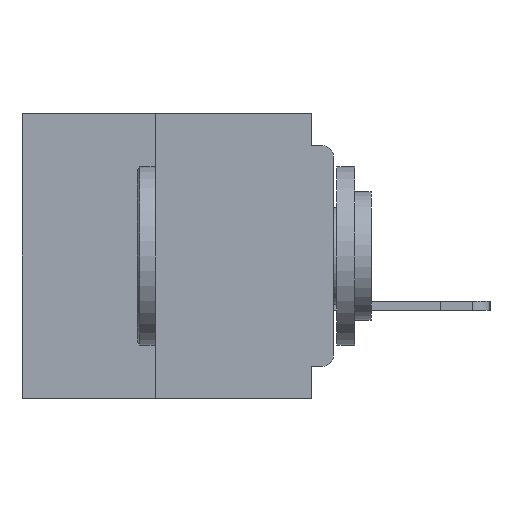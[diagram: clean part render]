
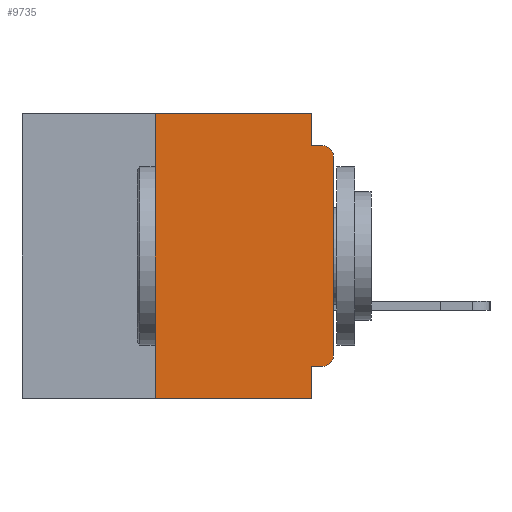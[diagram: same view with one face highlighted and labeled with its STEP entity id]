
A CAD part, left-side view. The second image highlights one B-rep face of the part: STEP entity #9735.
In plain terms, the highlighted planar face has unit normal (-1, 0, 0).
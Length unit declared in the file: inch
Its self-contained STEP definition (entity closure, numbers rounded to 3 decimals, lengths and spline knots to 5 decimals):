
#195 = PLANE ( 'NONE',  #14949 ) ;
#274 = EDGE_CURVE ( 'NONE', #37985, #49473, #46902, .T. ) ;
#647 = FACE_OUTER_BOUND ( 'NONE', #36792, .T. ) ;
#2011 = CARTESIAN_POINT ( 'NONE',  ( 0., 0., 0. ) ) ;
#3369 = EDGE_CURVE ( 'NONE', #16988, #10914, #9835, .T. ) ;
#5316 = CARTESIAN_POINT ( 'NONE',  ( 0., 0.031, -0.4 ) ) ;
#5318 = LINE ( 'NONE', #28843, #46387 ) ;
#5699 = CARTESIAN_POINT ( 'NONE',  ( 0., 0.25, -0.4 ) ) ;
#7080 = CARTESIAN_POINT ( 'NONE',  ( 0., 0.437, -0.4 ) ) ;
#7376 = VERTEX_POINT ( 'NONE', #30363 ) ;
#8069 = CARTESIAN_POINT ( 'NONE',  ( 0., 0.015, -0.045 ) ) ;
#9653 = EDGE_CURVE ( 'NONE', #11132, #16988, #36918, .T. ) ;
#9735 = ADVANCED_FACE ( 'NONE', ( #647 ), #195, .F. ) ;
#9835 = LINE ( 'NONE', #52766, #55064 ) ;
#9912 = VECTOR ( 'NONE', #21137, 39.37008 ) ;
#10289 = CARTESIAN_POINT ( 'NONE',  ( 0., 0.015, -0.355 ) ) ;
#10293 = ORIENTED_EDGE ( 'NONE', *, *, #19383, .F. ) ;
#10914 = VERTEX_POINT ( 'NONE', #30895 ) ;
#11132 = VERTEX_POINT ( 'NONE', #41328 ) ;
#11216 = ORIENTED_EDGE ( 'NONE', *, *, #274, .T. ) ;
#11483 = VECTOR ( 'NONE', #15246, 39.37008 ) ;
#12705 = VECTOR ( 'NONE', #49190, 39.37008 ) ;
#13422 = DIRECTION ( 'NONE',  ( 0., 0., -1. ) ) ;
#14585 = VERTEX_POINT ( 'NONE', #5316 ) ;
#14638 = VERTEX_POINT ( 'NONE', #5699 ) ;
#14731 = CIRCLE ( 'NONE', #49286, 0.015 ) ;
#14949 = AXIS2_PLACEMENT_3D ( 'NONE', #35196, #39595, #13422 ) ;
#15067 = DIRECTION ( 'NONE',  ( -1., 0., 0. ) ) ;
#15246 = DIRECTION ( 'NONE',  ( 0., 0., 1. ) ) ;
#15563 = EDGE_CURVE ( 'NONE', #10914, #49473, #31806, .T. ) ;
#16988 = VERTEX_POINT ( 'NONE', #22499 ) ;
#17860 = CARTESIAN_POINT ( 'NONE',  ( 0., 0.031, -0.4 ) ) ;
#19355 = ORIENTED_EDGE ( 'NONE', *, *, #55714, .T. ) ;
#19383 = EDGE_CURVE ( 'NONE', #14638, #11132, #5318, .T. ) ;
#20469 = ORIENTED_EDGE ( 'NONE', *, *, #9653, .F. ) ;
#21137 = DIRECTION ( 'NONE',  ( 0., -1., 0. ) ) ;
#21933 = CARTESIAN_POINT ( 'NONE',  ( 0., 0., -0.34 ) ) ;
#22302 = DIRECTION ( 'NONE',  ( 0., 0., -1. ) ) ;
#22499 = CARTESIAN_POINT ( 'NONE',  ( 0., 0.031, 0. ) ) ;
#23058 = LINE ( 'NONE', #17860, #44915 ) ;
#26527 = EDGE_CURVE ( 'NONE', #7376, #14585, #23058, .T. ) ;
#27166 = ORIENTED_EDGE ( 'NONE', *, *, #15563, .F. ) ;
#27588 = ORIENTED_EDGE ( 'NONE', *, *, #43299, .F. ) ;
#28211 = VERTEX_POINT ( 'NONE', #21933 ) ;
#28843 = CARTESIAN_POINT ( 'NONE',  ( 0., 0.25, -0.4 ) ) ;
#30210 = VECTOR ( 'NONE', #37450, 39.37008 ) ;
#30363 = CARTESIAN_POINT ( 'NONE',  ( 0., 0.031, -0.355 ) ) ;
#30767 = VERTEX_POINT ( 'NONE', #10289 ) ;
#30895 = CARTESIAN_POINT ( 'NONE',  ( 0., 0.031, -0.045 ) ) ;
#31806 = LINE ( 'NONE', #47321, #9912 ) ;
#32174 = ORIENTED_EDGE ( 'NONE', *, *, #26527, .F. ) ;
#32277 = ORIENTED_EDGE ( 'NONE', *, *, #49832, .T. ) ;
#33226 = DIRECTION ( 'NONE',  ( 0., 0., 1. ) ) ;
#33230 = LINE ( 'NONE', #44735, #12705 ) ;
#34751 = LINE ( 'NONE', #2011, #11483 ) ;
#35196 = CARTESIAN_POINT ( 'NONE',  ( 0., 0.437, 0. ) ) ;
#36792 = EDGE_LOOP ( 'NONE', ( #32277, #11216, #27166, #48249, #20469, #10293, #19355, #32174, #27588, #42261 ) ) ;
#36918 = LINE ( 'NONE', #38853, #38312 ) ;
#37450 = DIRECTION ( 'NONE',  ( 0., -1., 0. ) ) ;
#37985 = VERTEX_POINT ( 'NONE', #49697 ) ;
#38312 = VECTOR ( 'NONE', #56536, 39.37008 ) ;
#38853 = CARTESIAN_POINT ( 'NONE',  ( 0., 0.437, 0. ) ) ;
#39595 = DIRECTION ( 'NONE',  ( 1., 0., 0. ) ) ;
#39674 = DIRECTION ( 'NONE',  ( 0., 0., -1. ) ) ;
#41235 = CARTESIAN_POINT ( 'NONE',  ( 0., 0.015, -0.34 ) ) ;
#41328 = CARTESIAN_POINT ( 'NONE',  ( 0., 0.25, 0. ) ) ;
#41438 = AXIS2_PLACEMENT_3D ( 'NONE', #43715, #43671, #43651 ) ;
#42261 = ORIENTED_EDGE ( 'NONE', *, *, #43427, .T. ) ;
#43299 = EDGE_CURVE ( 'NONE', #30767, #7376, #33230, .T. ) ;
#43427 = EDGE_CURVE ( 'NONE', #30767, #28211, #14731, .T. ) ;
#43651 = DIRECTION ( 'NONE',  ( 0., 0., -1. ) ) ;
#43671 = DIRECTION ( 'NONE',  ( -1., 0., 0. ) ) ;
#43715 = CARTESIAN_POINT ( 'NONE',  ( 0., 0.015, -0.06 ) ) ;
#44735 = CARTESIAN_POINT ( 'NONE',  ( 0., 0., -0.355 ) ) ;
#44915 = VECTOR ( 'NONE', #22302, 39.37008 ) ;
#45684 = DIRECTION ( 'NONE',  ( 0., 0., -1. ) ) ;
#46387 = VECTOR ( 'NONE', #33226, 39.37008 ) ;
#46902 = CIRCLE ( 'NONE', #41438, 0.015 ) ;
#47321 = CARTESIAN_POINT ( 'NONE',  ( 0., 0., -0.045 ) ) ;
#48249 = ORIENTED_EDGE ( 'NONE', *, *, #3369, .F. ) ;
#49190 = DIRECTION ( 'NONE',  ( 0., 1., 0. ) ) ;
#49286 = AXIS2_PLACEMENT_3D ( 'NONE', #41235, #15067, #45684 ) ;
#49473 = VERTEX_POINT ( 'NONE', #8069 ) ;
#49697 = CARTESIAN_POINT ( 'NONE',  ( 0., 0., -0.06 ) ) ;
#49832 = EDGE_CURVE ( 'NONE', #28211, #37985, #34751, .T. ) ;
#52766 = CARTESIAN_POINT ( 'NONE',  ( 0., 0.031, 0. ) ) ;
#55064 = VECTOR ( 'NONE', #39674, 39.37008 ) ;
#55714 = EDGE_CURVE ( 'NONE', #14638, #14585, #56289, .T. ) ;
#56289 = LINE ( 'NONE', #7080, #30210 ) ;
#56536 = DIRECTION ( 'NONE',  ( 0., -1., 0. ) ) ;
